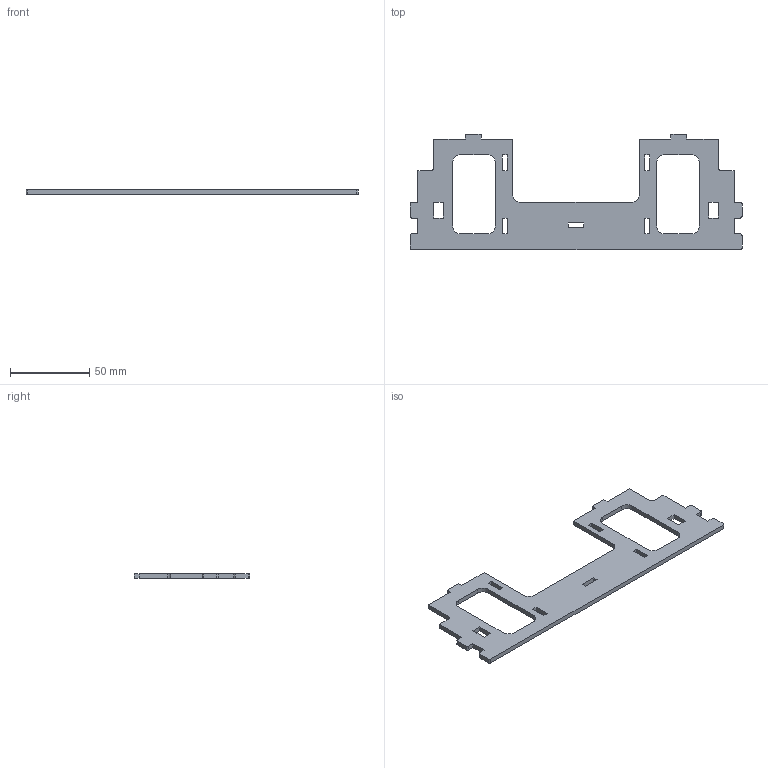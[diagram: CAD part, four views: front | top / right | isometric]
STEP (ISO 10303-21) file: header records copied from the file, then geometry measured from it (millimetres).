
FILE_DESCRIPTION((''),'2;1');
FILE_NAME('Bulkhead 25083113.stp','2013-11-13T21:58:02',(''),(''),'Autodesk Inventor 2013','Autodesk Inventor 2013','');
FILE_SCHEMA(('AUTOMOTIVE_DESIGN { 1 0 10303 214 1 1 1 1 }'));
Length unit declared in the file: millimetre
Products named in the file (1): Bulkhead 25083113
Bounding box: 210 x 73 x 3 mm (x, y, z)
Volume: 23231 mm3; surface area: 18929.5 mm2
Topology: 1 solids, 1 shells, 90 faces, 264 edges, 176 vertices
Faces by surface type: plane 70, cylinder 20
Entity records: 3127 total; most frequent: CARTESIAN_POINT 531, ORIENTED_EDGE 528, DIRECTION 486, EDGE_CURVE 264, VECTOR 224, LINE 224, VERTEX_POINT 176, AXIS2_PLACEMENT_3D 131
